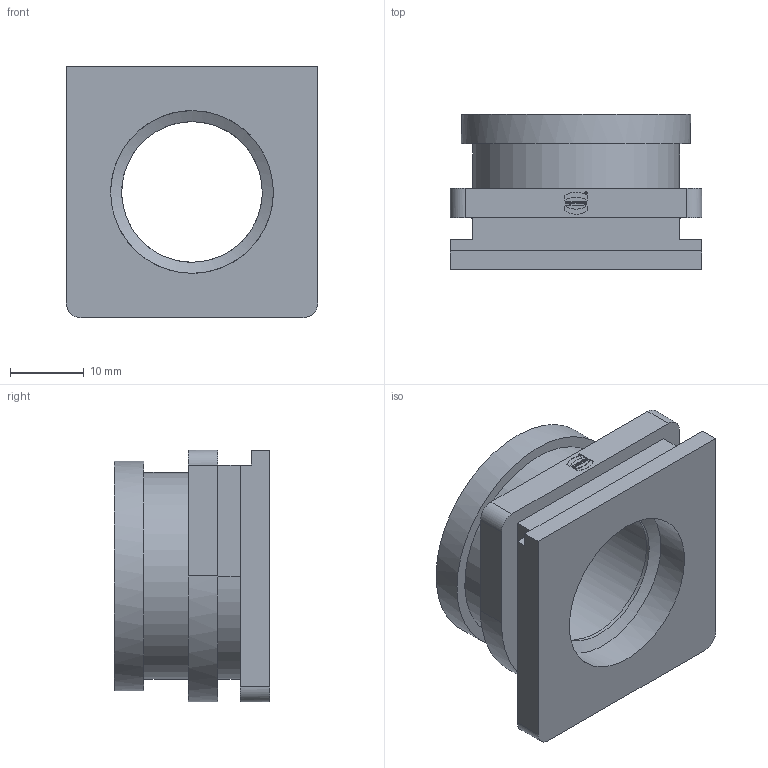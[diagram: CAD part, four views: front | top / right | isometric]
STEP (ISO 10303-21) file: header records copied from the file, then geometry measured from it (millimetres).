
FILE_DESCRIPTION(( 'HARTING HARTING HARTING HARTING HARTING HARTING HARTING HARTING HARTING', 'This Document is valid for Parts No. 09 12 000 9973'),'2;1');
FILE_NAME('MD_09120009973_R412914.stp', '2010-03-22T12:05:41',('ITIS-4b'),('HARTING KGaA, D-32339 Espelkamp'), 'I-DEAS Master Series 10','HP-UNIX','Yes');
FILE_SCHEMA(('AUTOMOTIVE_DESIGN { 1 0 10303 214 1 1 1 1 }'));
Length unit declared in the file: millimetre
Products named in the file (1): MD 09 12 000 9973
Bounding box: 34 x 21 x 34 mm (x, y, z)
Volume: 9662.5 mm3; surface area: 6233.8 mm2
Topology: 1 solids, 1 shells, 134 faces, 338 edges, 224 vertices
Faces by surface type: bspline 134
Entity records: 4332 total; most frequent: CARTESIAN_POINT 2069, ORIENTED_EDGE 676, EDGE_CURVE 338, VERTEX_POINT 224, QUASI_UNIFORM_CURVE 203, EDGE_LOOP 154, FACE_OUTER_BOUND 134, ADVANCED_FACE 134
